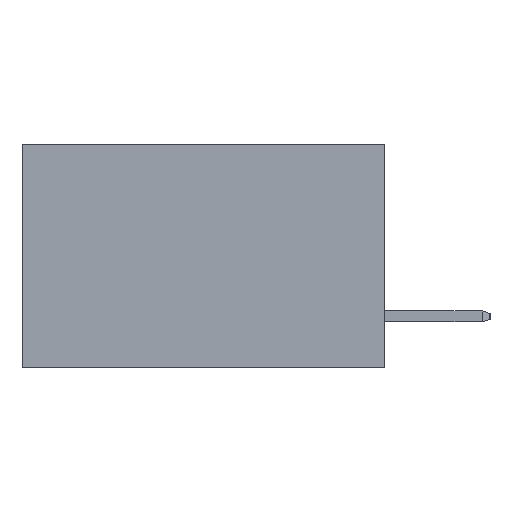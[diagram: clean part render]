
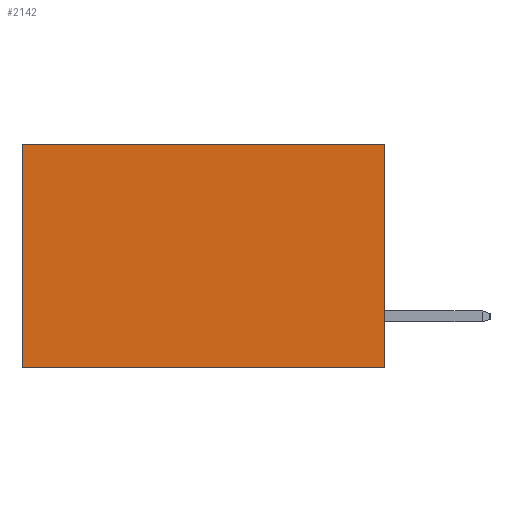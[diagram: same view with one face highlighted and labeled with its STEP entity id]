
A CAD part, left-side view. The second image highlights one B-rep face of the part: STEP entity #2142.
In plain terms, the highlighted planar face has unit normal (-1, 0, 0).
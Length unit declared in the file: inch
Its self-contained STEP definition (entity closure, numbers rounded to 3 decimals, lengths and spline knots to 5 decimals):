
#206 = CARTESIAN_POINT ( 'NONE',  ( 0.2615, 0., 0. ) ) ;
#288 = VERTEX_POINT ( 'NONE', #4814 ) ;
#473 = CARTESIAN_POINT ( 'NONE',  ( 0.2615, 0., -0.37 ) ) ;
#487 = EDGE_CURVE ( 'NONE', #575, #288, #5367, .T. ) ;
#575 = VERTEX_POINT ( 'NONE', #11393 ) ;
#848 = LINE ( 'NONE', #4484, #10303 ) ;
#974 = EDGE_CURVE ( 'NONE', #2677, #288, #6664, .T. ) ;
#1045 = EDGE_CURVE ( 'NONE', #5815, #2677, #848, .T. ) ;
#1097 = ORIENTED_EDGE ( 'NONE', *, *, #487, .T. ) ;
#1754 = EDGE_LOOP ( 'NONE', ( #1097, #3117, #9459, #4579 ) ) ;
#1799 = VECTOR ( 'NONE', #7037, 39.37008 ) ;
#1967 = DIRECTION ( 'NONE',  ( 0., 0., -1. ) ) ;
#2142 = ADVANCED_FACE ( 'NONE', ( #9907 ), #3662, .F. ) ;
#2677 = VERTEX_POINT ( 'NONE', #9704 ) ;
#2694 = DIRECTION ( 'NONE',  ( 0., 1., 0. ) ) ;
#2892 = VECTOR ( 'NONE', #1967, 39.37008 ) ;
#2992 = CARTESIAN_POINT ( 'NONE',  ( 0.2615, 0., 0. ) ) ;
#3117 = ORIENTED_EDGE ( 'NONE', *, *, #974, .F. ) ;
#3659 = LINE ( 'NONE', #2992, #10191 ) ;
#3662 = PLANE ( 'NONE',  #4888 ) ;
#4484 = CARTESIAN_POINT ( 'NONE',  ( 0.2615, 0., -0.37 ) ) ;
#4579 = ORIENTED_EDGE ( 'NONE', *, *, #7032, .T. ) ;
#4814 = CARTESIAN_POINT ( 'NONE',  ( 0.2615, 0.6, -0.37 ) ) ;
#4888 = AXIS2_PLACEMENT_3D ( 'NONE', #473, #9827, #9800 ) ;
#5367 = LINE ( 'NONE', #11050, #2892 ) ;
#5421 = CARTESIAN_POINT ( 'NONE',  ( 0.2615, 0., -0.37 ) ) ;
#5815 = VERTEX_POINT ( 'NONE', #206 ) ;
#6664 = LINE ( 'NONE', #5421, #1799 ) ;
#7032 = EDGE_CURVE ( 'NONE', #5815, #575, #3659, .T. ) ;
#7037 = DIRECTION ( 'NONE',  ( 0., 1., 0. ) ) ;
#8597 = DIRECTION ( 'NONE',  ( 0., 0., -1. ) ) ;
#9459 = ORIENTED_EDGE ( 'NONE', *, *, #1045, .F. ) ;
#9704 = CARTESIAN_POINT ( 'NONE',  ( 0.2615, 0., -0.37 ) ) ;
#9800 = DIRECTION ( 'NONE',  ( 0., 0., -1. ) ) ;
#9827 = DIRECTION ( 'NONE',  ( 1., 0., 0. ) ) ;
#9907 = FACE_OUTER_BOUND ( 'NONE', #1754, .T. ) ;
#10191 = VECTOR ( 'NONE', #2694, 39.37008 ) ;
#10303 = VECTOR ( 'NONE', #8597, 39.37008 ) ;
#11050 = CARTESIAN_POINT ( 'NONE',  ( 0.2615, 0.6, -0.37 ) ) ;
#11393 = CARTESIAN_POINT ( 'NONE',  ( 0.2615, 0.6, 0. ) ) ;
